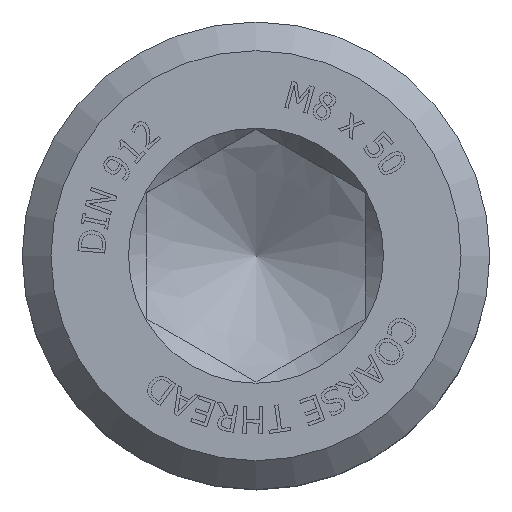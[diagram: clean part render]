
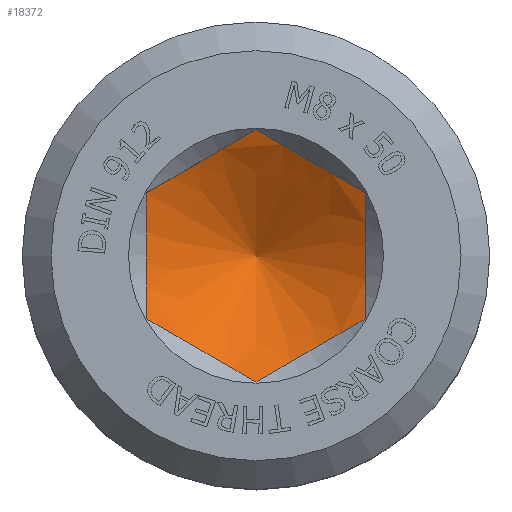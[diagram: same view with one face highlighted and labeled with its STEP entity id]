
A CAD part, top view. The second image highlights one B-rep face of the part: STEP entity #18372.
In plain terms, the highlighted conical face has half-angle 60 degrees and reference radius 2.6 mm.
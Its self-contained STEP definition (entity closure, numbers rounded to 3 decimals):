
#18000=CARTESIAN_POINT('',(0.,3.51,-4.0));
#18001=VERTEX_POINT('',#18000);
#18008=CARTESIAN_POINT('',(3.04,1.755,-4.0));
#18009=VERTEX_POINT('',#18008);
#18010=CARTESIAN_POINT('',(3.04,1.755,-4.0));
#18011=CARTESIAN_POINT('',(1.52,2.633,-4.507));
#18012=CARTESIAN_POINT('',(0.,3.51,-4.0));
#18020=(BOUNDED_CURVE()B_SPLINE_CURVE(2,(#18010,#18011,#18012),.UNSPECIFIED.,.F.,.U.)B_SPLINE_CURVE_WITH_KNOTS((3,3),(0.21,0.67),.UNSPECIFIED.)CURVE()GEOMETRIC_REPRESENTATION_ITEM()RATIONAL_B_SPLINE_CURVE((1.258,1.453,1.258))REPRESENTATION_ITEM(''));
#18021=EDGE_CURVE('',#18009,#18001,#18020,.T.);
#18038=CARTESIAN_POINT('',(-3.04,1.755,-4.0));
#18039=VERTEX_POINT('',#18038);
#18046=CARTESIAN_POINT('',(0.,3.51,-4.0));
#18047=CARTESIAN_POINT('',(-1.52,2.633,-4.507));
#18048=CARTESIAN_POINT('',(-3.04,1.755,-4.0));
#18056=(BOUNDED_CURVE()B_SPLINE_CURVE(2,(#18046,#18047,#18048),.UNSPECIFIED.,.F.,.U.)B_SPLINE_CURVE_WITH_KNOTS((3,3),(0.21,0.67),.UNSPECIFIED.)CURVE()GEOMETRIC_REPRESENTATION_ITEM()RATIONAL_B_SPLINE_CURVE((1.258,1.453,1.258))REPRESENTATION_ITEM(''));
#18057=EDGE_CURVE('',#18001,#18039,#18056,.T.);
#18069=CARTESIAN_POINT('',(-3.04,-1.755,-4.0));
#18070=VERTEX_POINT('',#18069);
#18077=CARTESIAN_POINT('',(-3.04,1.755,-4.0));
#18078=CARTESIAN_POINT('',(-3.04,0.,-4.507));
#18079=CARTESIAN_POINT('',(-3.04,-1.755,-4.0));
#18087=(BOUNDED_CURVE()B_SPLINE_CURVE(2,(#18077,#18078,#18079),.UNSPECIFIED.,.F.,.U.)B_SPLINE_CURVE_WITH_KNOTS((3,3),(0.21,0.67),.UNSPECIFIED.)CURVE()GEOMETRIC_REPRESENTATION_ITEM()RATIONAL_B_SPLINE_CURVE((1.258,1.453,1.258))REPRESENTATION_ITEM(''));
#18088=EDGE_CURVE('',#18039,#18070,#18087,.T.);
#18100=CARTESIAN_POINT('',(0.,-3.51,-4.0));
#18101=VERTEX_POINT('',#18100);
#18108=CARTESIAN_POINT('',(-3.04,-1.755,-4.0));
#18109=CARTESIAN_POINT('',(-1.52,-2.633,-4.507));
#18110=CARTESIAN_POINT('',(0.,-3.51,-4.0));
#18118=(BOUNDED_CURVE()B_SPLINE_CURVE(2,(#18108,#18109,#18110),.UNSPECIFIED.,.F.,.U.)B_SPLINE_CURVE_WITH_KNOTS((3,3),(0.21,0.67),.UNSPECIFIED.)CURVE()GEOMETRIC_REPRESENTATION_ITEM()RATIONAL_B_SPLINE_CURVE((1.258,1.453,1.258))REPRESENTATION_ITEM(''));
#18119=EDGE_CURVE('',#18070,#18101,#18118,.T.);
#18131=CARTESIAN_POINT('',(3.04,-1.755,-4.));
#18132=VERTEX_POINT('',#18131);
#18139=CARTESIAN_POINT('',(0.,-3.51,-4.0));
#18140=CARTESIAN_POINT('',(1.52,-2.633,-4.507));
#18141=CARTESIAN_POINT('',(3.04,-1.755,-4.));
#18149=(BOUNDED_CURVE()B_SPLINE_CURVE(2,(#18139,#18140,#18141),.UNSPECIFIED.,.F.,.U.)B_SPLINE_CURVE_WITH_KNOTS((3,3),(0.21,0.67),.UNSPECIFIED.)CURVE()GEOMETRIC_REPRESENTATION_ITEM()RATIONAL_B_SPLINE_CURVE((1.258,1.453,1.258))REPRESENTATION_ITEM(''));
#18150=EDGE_CURVE('',#18101,#18132,#18149,.T.);
#18163=CARTESIAN_POINT('',(3.04,-1.755,-4.));
#18164=CARTESIAN_POINT('',(3.04,0.,-4.507));
#18165=CARTESIAN_POINT('',(3.04,1.755,-4.0));
#18173=(BOUNDED_CURVE()B_SPLINE_CURVE(2,(#18163,#18164,#18165),.UNSPECIFIED.,.F.,.U.)B_SPLINE_CURVE_WITH_KNOTS((3,3),(0.21,0.67),.UNSPECIFIED.)CURVE()GEOMETRIC_REPRESENTATION_ITEM()RATIONAL_B_SPLINE_CURVE((1.258,1.453,1.258))REPRESENTATION_ITEM(''));
#18174=EDGE_CURVE('',#18132,#18009,#18173,.T.);
#18359=CARTESIAN_POINT('',(0.0,0.,-4.526));
#18360=DIRECTION('',(0.0,0.,1.0));
#18361=DIRECTION('',(0.0,1.0,0.0));
#18362=AXIS2_PLACEMENT_3D('',#18359,#18360,#18361);
#18363=CONICAL_SURFACE('',#18362,2.6,60.);
#18364=ORIENTED_EDGE('',*,*,#18088,.T.);
#18365=ORIENTED_EDGE('',*,*,#18119,.T.);
#18366=ORIENTED_EDGE('',*,*,#18150,.T.);
#18367=ORIENTED_EDGE('',*,*,#18174,.T.);
#18368=ORIENTED_EDGE('',*,*,#18021,.T.);
#18369=ORIENTED_EDGE('',*,*,#18057,.T.);
#18370=EDGE_LOOP('',(#18364,#18365,#18366,#18367,#18368,#18369));
#18371=FACE_OUTER_BOUND('',#18370,.T.);
#18372=ADVANCED_FACE('',(#18371),#18363,.F.);
